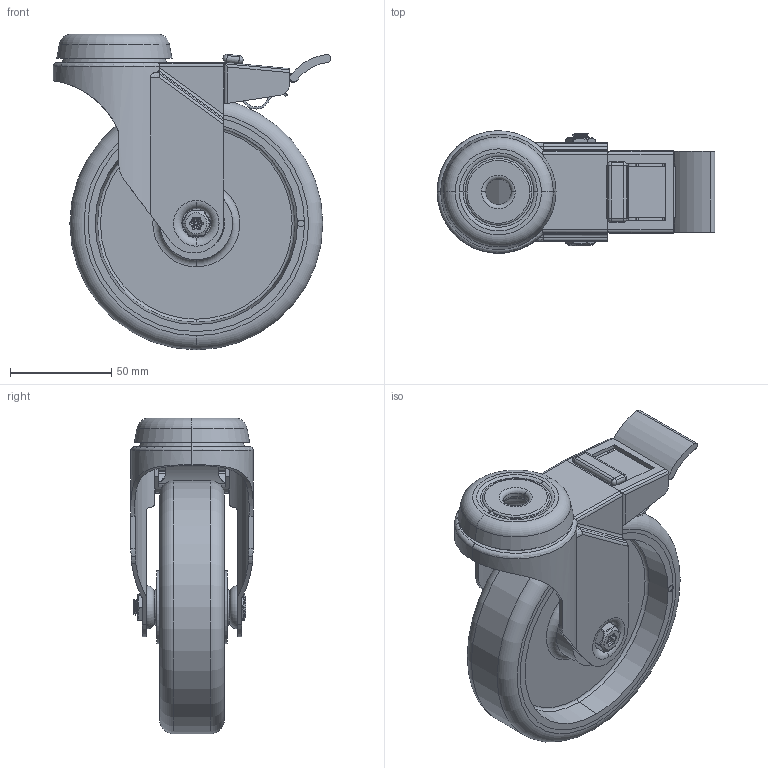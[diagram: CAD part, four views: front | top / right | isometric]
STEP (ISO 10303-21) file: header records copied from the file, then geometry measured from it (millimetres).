
FILE_DESCRIPTION(('STEP AP203'),'1');
FILE_NAME('BZM125GRECBJBH12SWB.STEP','2023-06-26T15:51:02',(' '),(' '),'Spatial InterOp 3D',' ',' ');
FILE_SCHEMA(('CONFIG_CONTROL_DESIGN'));
Length unit declared in the file: metre
Products named in the file (25): BZM125ASBH12SWB; ZINC PLATED PRESSED STEEL HEAD; ZINC PLATED PRESSED STEEL FORKS; ZINC PLATED PRESSED STEEL BRAKE; BLACK NYLON BRAKE PEDAL; BRAKE PAD; BZM125GRECBJBH12SWB; BZM125WGRECBJM10; 85 SHORE A ELECTRICALLY CONDUCTIVE RUBBER TYRE; NYLON RIM; NYLON RIM Geometry; SPOT; BEARING; INSIDE; OUTTER; Pattern; Component4; TUBEM10X37; ZINC PLATED AXLE TUBE; BOLTBZM8MM; ZINC PLATED AXLE BOLT; NM8GR8FULLZHT; M8 NUT
Assembly tree (39 placements, depth 5):
  BZM125GRECBJBH12SWB
    BZM125ASBH12SWB
      ZINC PLATED PRESSED STEEL HEAD
      ZINC PLATED PRESSED STEEL FORKS
      ZINC PLATED PRESSED STEEL BRAKE
      BLACK NYLON BRAKE PEDAL
      BRAKE PAD
    BZM125WGRECBJM10
      85 SHORE A ELECTRICALLY CONDUCTIVE RUBBER TYRE
      NYLON RIM
        NYLON RIM Geometry
        SPOT
      BEARING
        INSIDE
        OUTTER
        Pattern
          Component4  x7
      BEARING
        INSIDE
        OUTTER
        Pattern
          Component4  x7
    TUBEM10X37
      ZINC PLATED AXLE TUBE
    BOLTBZM8MM
      ZINC PLATED AXLE BOLT
    NM8GR8FULLZHT
      M8 NUT
Bounding box: 137.25 x 60.5 x 156 mm (x, y, z)
Volume: 264034.7 mm3; surface area: 135604.7 mm2
Topology: 29 solids, 29 shells, 740 faces, 1815 edges, 1090 vertices
Faces by surface type: cylinder 285, plane 217, torus 112, sphere 64, cone 32, bspline 30
Entity records: 31326 total; most frequent: CARTESIAN_POINT 13700, DIRECTION 3726, ORIENTED_EDGE 3294, EDGE_CURVE 1647, AXIS2_PLACEMENT_3D 1534, VERTEX_POINT 1020, CIRCLE 790, EDGE_LOOP 721
